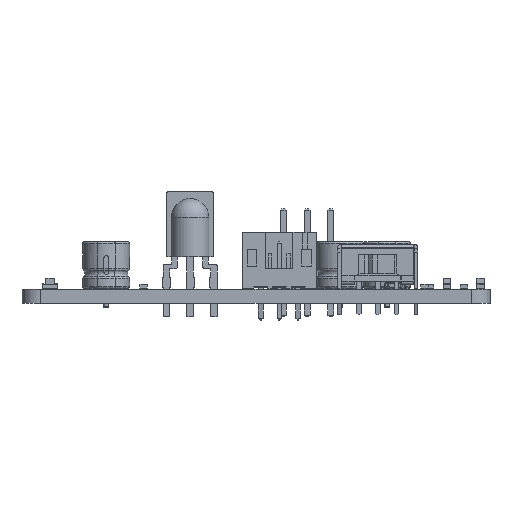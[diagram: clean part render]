
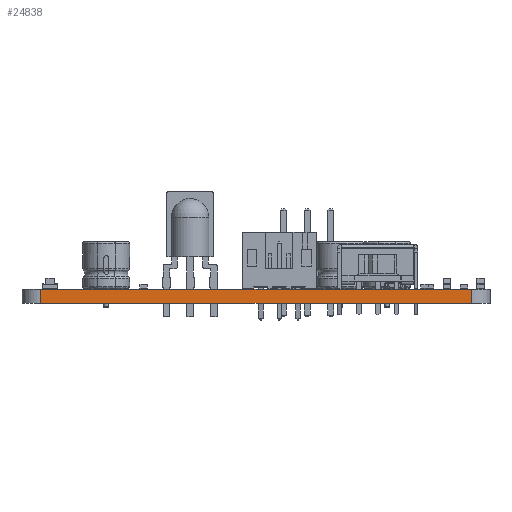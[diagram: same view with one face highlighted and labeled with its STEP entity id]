
A CAD part, front view. The second image highlights one B-rep face of the part: STEP entity #24838.
In plain terms, the highlighted planar face has unit normal (0, -1, 0).
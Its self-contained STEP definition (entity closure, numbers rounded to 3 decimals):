
#23013 = VERTEX_POINT('',#23014);
#23014 = CARTESIAN_POINT('',(122.,-100.,0.));
#23021 = EDGE_CURVE('',#23022,#23013,#23024,.T.);
#23022 = VERTEX_POINT('',#23023);
#23023 = CARTESIAN_POINT('',(168.,-100.,0.));
#23024 = LINE('',#23025,#23026);
#23025 = CARTESIAN_POINT('',(168.,-100.,0.));
#23026 = VECTOR('',#23027,1.);
#23027 = DIRECTION('',(-1.,0.,0.));
#23912 = VERTEX_POINT('',#23913);
#23913 = CARTESIAN_POINT('',(122.,-100.,1.51));
#23920 = EDGE_CURVE('',#23921,#23912,#23923,.T.);
#23921 = VERTEX_POINT('',#23922);
#23922 = CARTESIAN_POINT('',(168.,-100.,1.51));
#23923 = LINE('',#23924,#23925);
#23924 = CARTESIAN_POINT('',(168.,-100.,1.51));
#23925 = VECTOR('',#23926,1.);
#23926 = DIRECTION('',(-1.,0.,0.));
#24810 = EDGE_CURVE('',#23022,#23921,#24811,.T.);
#24811 = LINE('',#24812,#24813);
#24812 = CARTESIAN_POINT('',(168.,-100.,0.));
#24813 = VECTOR('',#24814,1.);
#24814 = DIRECTION('',(0.,0.,1.));
#24838 = ADVANCED_FACE('',(#24839),#24850,.T.);
#24839 = FACE_BOUND('',#24840,.T.);
#24840 = EDGE_LOOP('',(#24841,#24842,#24843,#24849));
#24841 = ORIENTED_EDGE('',*,*,#24810,.T.);
#24842 = ORIENTED_EDGE('',*,*,#23920,.T.);
#24843 = ORIENTED_EDGE('',*,*,#24844,.F.);
#24844 = EDGE_CURVE('',#23013,#23912,#24845,.T.);
#24845 = LINE('',#24846,#24847);
#24846 = CARTESIAN_POINT('',(122.,-100.,0.));
#24847 = VECTOR('',#24848,1.);
#24848 = DIRECTION('',(0.,0.,1.));
#24849 = ORIENTED_EDGE('',*,*,#23021,.F.);
#24850 = PLANE('',#24851);
#24851 = AXIS2_PLACEMENT_3D('',#24852,#24853,#24854);
#24852 = CARTESIAN_POINT('',(168.,-100.,0.));
#24853 = DIRECTION('',(0.,-1.,0.));
#24854 = DIRECTION('',(-1.,0.,0.));
